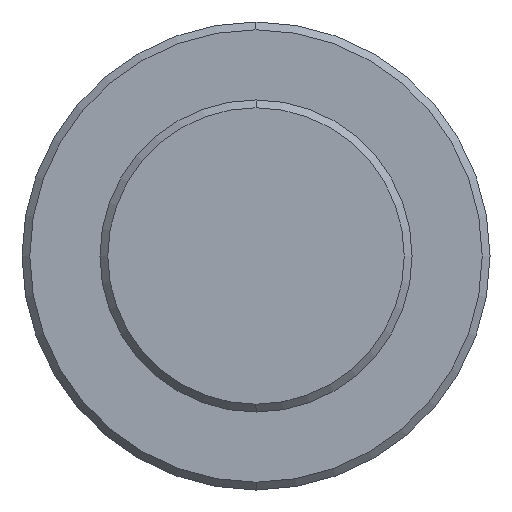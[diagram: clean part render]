
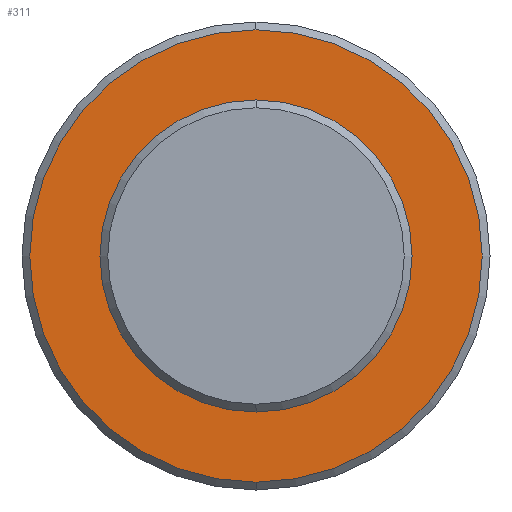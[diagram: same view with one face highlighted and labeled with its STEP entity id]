
A CAD part, front view. The second image highlights one B-rep face of the part: STEP entity #311.
In plain terms, the highlighted planar face has unit normal (0, -1, 0).
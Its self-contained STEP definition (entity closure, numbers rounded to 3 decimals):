
#35=PLANE('',#355);
#76=VERTEX_POINT('',#373);
#77=VERTEX_POINT('',#374);
#97=VERTEX_POINT('',#433);
#98=VERTEX_POINT('',#435);
#99=CIRCLE('',#322,14.487);
#117=CIRCLE('',#349,9.994);
#120=CIRCLE('',#354,9.994);
#121=CIRCLE('',#356,14.487);
#127=EDGE_CURVE('',#76,#77,#99,.T.);
#158=EDGE_CURVE('',#98,#97,#117,.T.);
#162=EDGE_CURVE('',#97,#98,#120,.T.);
#163=EDGE_CURVE('',#77,#76,#121,.T.);
#214=ORIENTED_EDGE('',*,*,#163,.T.);
#215=ORIENTED_EDGE('',*,*,#127,.T.);
#216=ORIENTED_EDGE('',*,*,#158,.T.);
#217=ORIENTED_EDGE('',*,*,#162,.T.);
#265=EDGE_LOOP('',(#214,#215));
#266=EDGE_LOOP('',(#216,#217));
#288=FACE_BOUND('',#265,.T.);
#289=FACE_BOUND('',#266,.T.);
#311=ADVANCED_FACE('',(#288,#289),#35,.T.);
#322=AXIS2_PLACEMENT_3D('',#372,#460,#461);
#349=AXIS2_PLACEMENT_3D('',#434,#524,#525);
#354=AXIS2_PLACEMENT_3D('',#441,#534,#535);
#355=AXIS2_PLACEMENT_3D('',#442,#536,$);
#356=AXIS2_PLACEMENT_3D('',#443,#537,#538);
#372=CARTESIAN_POINT('',(0.,50.,0.));
#373=CARTESIAN_POINT('',(0.,50.,-14.487));
#374=CARTESIAN_POINT('',(0.,50.,14.487));
#433=CARTESIAN_POINT('',(0.,50.,-9.994));
#434=CARTESIAN_POINT('',(0.,50.,0.));
#435=CARTESIAN_POINT('',(0.,50.,9.994));
#441=CARTESIAN_POINT('',(0.,50.,0.));
#442=CARTESIAN_POINT('',(-9.994,50.,0.));
#443=CARTESIAN_POINT('',(0.,50.,0.));
#460=DIRECTION('',(0.,-1.,0.));
#461=DIRECTION('',(0.,0.,-14.487));
#524=DIRECTION('',(0.,1.,0.));
#525=DIRECTION('',(0.,0.,9.994));
#534=DIRECTION('',(0.,1.,0.));
#535=DIRECTION('',(0.,0.,9.994));
#536=DIRECTION('',(0.,-1.,0.));
#537=DIRECTION('',(0.,-1.,0.));
#538=DIRECTION('',(0.,0.,-14.487));
